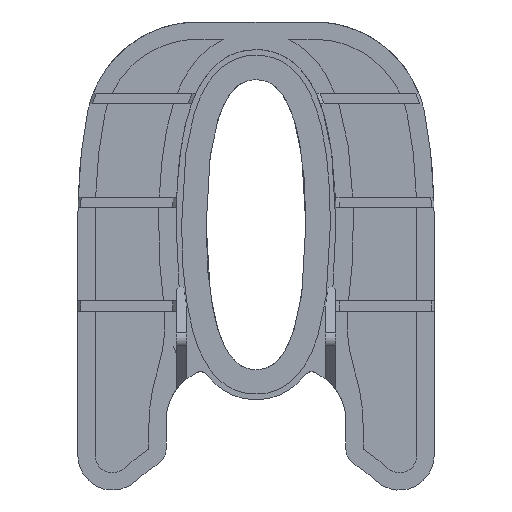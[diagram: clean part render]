
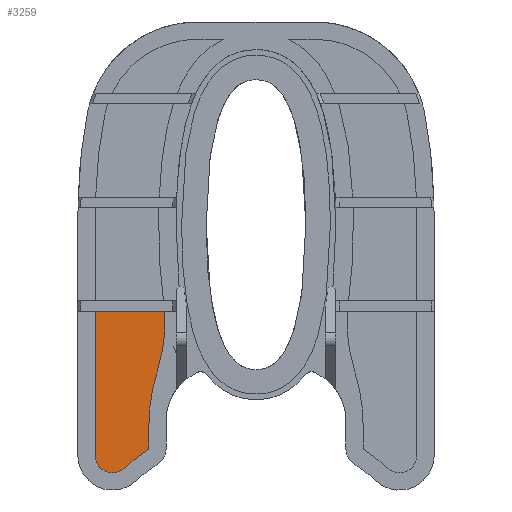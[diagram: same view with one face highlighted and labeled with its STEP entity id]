
A CAD part, front view. The second image highlights one B-rep face of the part: STEP entity #3259.
In plain terms, the highlighted planar face has unit normal (0, -1, 0).
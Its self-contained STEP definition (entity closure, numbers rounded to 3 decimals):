
#59=CIRCLE('',#3447,5.);
#60=CIRCLE('',#3448,56.675);
#61=CIRCLE('',#3449,55.);
#192=LINE('',#5219,#419);
#196=LINE('',#5240,#423);
#200=LINE('',#5288,#427);
#419=VECTOR('',#3725,10.);
#423=VECTOR('',#3731,10.);
#427=VECTOR('',#3743,10.);
#573=PLANE('',#3446);
#663=FACE_OUTER_BOUND('',#842,.T.);
#842=EDGE_LOOP('',(#2388,#2389,#2390,#2391,#2392,#2393,#2394));
#1085=B_SPLINE_CURVE_WITH_KNOTS('',3,(#5291,#5292,#5293,#5294),
 .UNSPECIFIED.,.F.,.F.,(4,4),(-1.,-0.147),.UNSPECIFIED.);
#1406=VERTEX_POINT('',#5216);
#1407=VERTEX_POINT('',#5218);
#1411=VERTEX_POINT('',#5238);
#1415=VERTEX_POINT('',#5283);
#1416=VERTEX_POINT('',#5285);
#1417=VERTEX_POINT('',#5287);
#1418=VERTEX_POINT('',#5289);
#1796=EDGE_CURVE('',#1407,#1406,#192,.T.);
#1802=EDGE_CURVE('',#1411,#1406,#196,.T.);
#1808=EDGE_CURVE('',#1415,#1411,#59,.T.);
#1809=EDGE_CURVE('',#1416,#1415,#60,.T.);
#1810=EDGE_CURVE('',#1417,#1416,#200,.T.);
#1811=EDGE_CURVE('',#1418,#1417,#61,.F.);
#1812=EDGE_CURVE('',#1418,#1407,#1085,.T.);
#2388=ORIENTED_EDGE('',*,*,#1796,.T.);
#2389=ORIENTED_EDGE('',*,*,#1802,.F.);
#2390=ORIENTED_EDGE('',*,*,#1808,.F.);
#2391=ORIENTED_EDGE('',*,*,#1809,.F.);
#2392=ORIENTED_EDGE('',*,*,#1810,.F.);
#2393=ORIENTED_EDGE('',*,*,#1811,.F.);
#2394=ORIENTED_EDGE('',*,*,#1812,.T.);
#3259=ADVANCED_FACE('',(#663),#573,.T.);
#3446=AXIS2_PLACEMENT_3D('',#5282,#3737,#3738);
#3447=AXIS2_PLACEMENT_3D('',#5284,#3739,#3740);
#3448=AXIS2_PLACEMENT_3D('',#5286,#3741,#3742);
#3449=AXIS2_PLACEMENT_3D('',#5290,#3744,#3745);
#3725=DIRECTION('',(-1.,0.,0.));
#3731=DIRECTION('',(0.,0.,1.));
#3737=DIRECTION('center_axis',(0.,-1.,0.));
#3738=DIRECTION('ref_axis',(1.,0.,0.));
#3739=DIRECTION('center_axis',(0.,1.,0.));
#3740=DIRECTION('ref_axis',(-1.,0.,0.));
#3741=DIRECTION('center_axis',(0.,-1.,0.));
#3742=DIRECTION('ref_axis',(-0.547,0.,0.837));
#3743=DIRECTION('',(0.,0.,-1.));
#3744=DIRECTION('center_axis',(0.,1.,0.));
#3745=DIRECTION('ref_axis',(-0.981,0.,0.195));
#5216=CARTESIAN_POINT('',(-46.5,2.,-21.521));
#5218=CARTESIAN_POINT('',(-26.441,2.,-21.521));
#5219=CARTESIAN_POINT('',(-27.182,2.,-21.521));
#5238=CARTESIAN_POINT('',(-46.5,2.,-63.234));
#5240=CARTESIAN_POINT('',(-46.5,2.,-63.234));
#5282=CARTESIAN_POINT('Origin',(-27.923,2.,-5.567));
#5283=CARTESIAN_POINT('',(-38.136,2.,-66.932));
#5284=CARTESIAN_POINT('Origin',(-41.5,2.,-63.234));
#5285=CARTESIAN_POINT('',(-31.,2.,-61.412));
#5286=CARTESIAN_POINT('Origin',(0.,2.,-108.858));
#5287=CARTESIAN_POINT('',(-31.,2.,-55.118));
#5288=CARTESIAN_POINT('',(-31.,2.,-44.2));
#5289=CARTESIAN_POINT('',(-28.424,2.,-38.482));
#5290=CARTESIAN_POINT('Origin',(24.,2.,-55.118));
#5291=CARTESIAN_POINT('Ctrl Pts',(-28.424,2.,-38.482));
#5292=CARTESIAN_POINT('Ctrl Pts',(-26.691,2.,-33.023));
#5293=CARTESIAN_POINT('Ctrl Pts',(-26.014,2.,-27.232));
#5294=CARTESIAN_POINT('Ctrl Pts',(-26.441,2.,-21.521));
